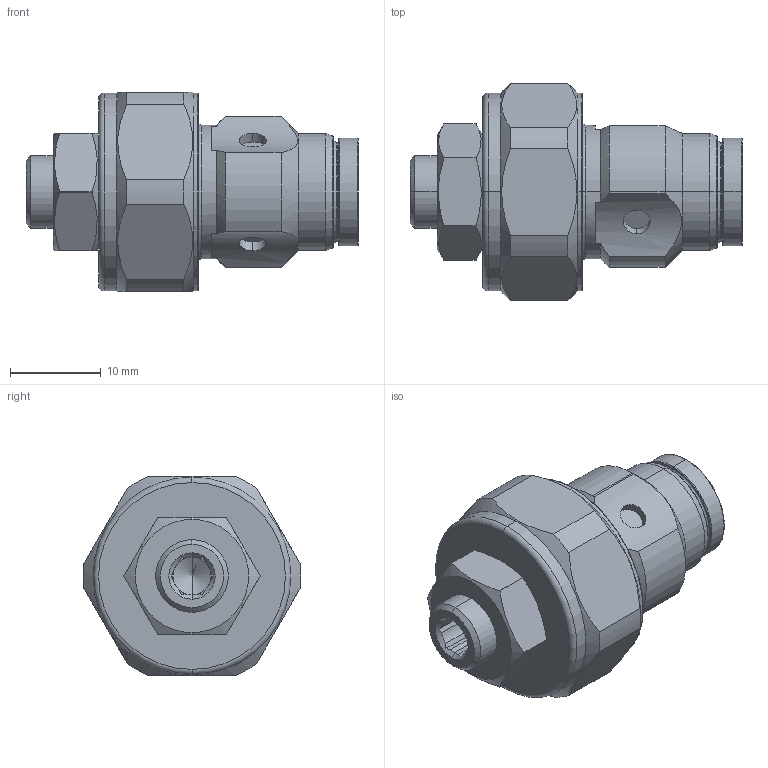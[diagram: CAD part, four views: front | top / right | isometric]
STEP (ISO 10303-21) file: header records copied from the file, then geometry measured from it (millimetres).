
FILE_DESCRIPTION (( 'STEP AP203' ), '1' );
FILE_NAME ('BZL0300.STEP', '2018-12-15T01:51:26', ( '微软用户' ), ( '微软中国' ), 'SwSTEP 2.0', 'SolidWorks 2012', '' );
FILE_SCHEMA (( 'CONFIG_CONTROL_DESIGN' ));
Length unit declared in the file: millimetre
Products named in the file (1): BZL0300
Bounding box: 36.6 x 23.98 x 22 mm (x, y, z)
Volume: 7852.5 mm3; surface area: 3521.8 mm2
Topology: 3 solids, 3 shells, 158 faces, 374 edges, 231 vertices
Faces by surface type: plane 49, cylinder 47, cone 36, torus 26
Entity records: 5072 total; most frequent: CARTESIAN_POINT 1322, DIRECTION 816, ORIENTED_EDGE 744, EDGE_CURVE 372, AXIS2_PLACEMENT_3D 344, VERTEX_POINT 231, CIRCLE 185, EDGE_LOOP 171
